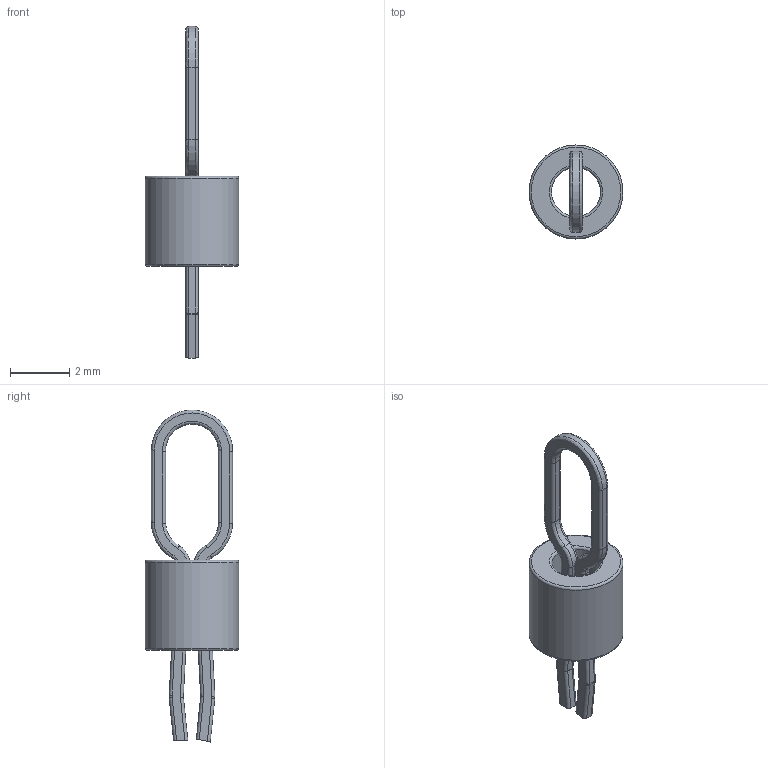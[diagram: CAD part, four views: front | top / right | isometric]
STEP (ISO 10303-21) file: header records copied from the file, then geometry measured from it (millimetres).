
FILE_DESCRIPTION(/* description */ ('STEP AP214'),/* implementation_level */ '2;1');
FILE_NAME(/* name */ 'User Library-TEST POINT White Keystone 5012-2.stp',/* time_stamp */ '2021-09-10T16:38:02-03:00',/* author */ ('rogerio.marcondeli'),/* organization */ (''),/* preprocessor_version */ 'ST-DEVELOPER v18.1',/* originating_system */ 'Autodesk Inventor 2020',/* authorisation */ '');
FILE_SCHEMA (('AUTOMOTIVE_DESIGN { 1 0 10303 214 3 1 1 }'));
Length unit declared in the file: millimetre
Products named in the file (1): User Library-TEST POINT White Keystone 5012
Bounding box: 3.17 x 3.17 x 11.22 mm (x, y, z)
Volume: 22.1 mm3; surface area: 95.6 mm2
Topology: 2 solids, 2 shells, 90 faces, 214 edges, 128 vertices
Faces by surface type: bspline 52, plane 18, cylinder 16, torus 4
Full cylindrical faces by diameter (mm): 1.651 x1, 3.175 x1
Entity records: 3177 total; most frequent: CARTESIAN_POINT 1021, ORIENTED_EDGE 428, DIRECTION 424, EDGE_CURVE 214, AXIS2_PLACEMENT_3D 171, CIRCLE 132, VERTEX_POINT 128, EDGE_LOOP 92
